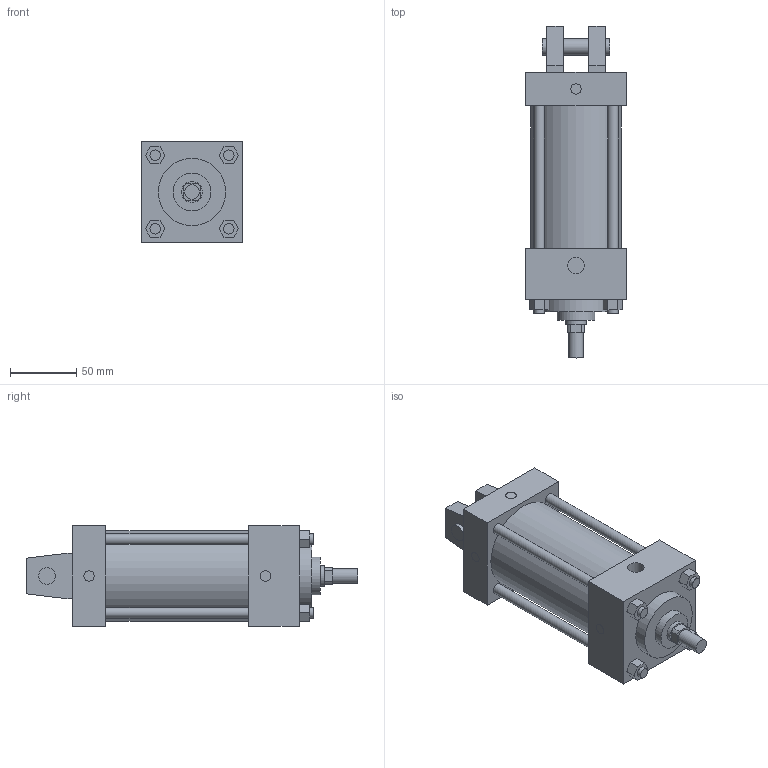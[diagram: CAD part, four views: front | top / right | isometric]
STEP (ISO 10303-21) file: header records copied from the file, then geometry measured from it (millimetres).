
FILE_DESCRIPTION((' Parasolid data model '),'2;1');
FILE_NAME('GSSL','1999-12-15T14:50:56+00:00',(' GSSL '),(' GSSL Pune '),'','GSSL Pune','Author');
FILE_SCHEMA(('CONFIG_CONTROL_DESIGN'));
Length unit declared in the file: millimetre
Bounding box: 76.2 x 250.82 x 76.2 mm (x, y, z)
Surface area: 81235.3 mm2 (no closed solid volume)
Topology: 0 solids, 5 shells, 105 faces, 256 edges, 180 vertices
Faces by surface type: plane 77, cylinder 28
Full cylindrical faces by diameter (mm): 7.938 x14, 11.113 x1, 12.487 x2, 12.7 x3, 15.875 x1, 28.575 x1, 50.8 x1, 68.326 x1
Entity records: 3513 total; most frequent: CARTESIAN_POINT 621, DIRECTION 540, ORIENTED_EDGE 485, EDGE_CURVE 292, VERTEX_POINT 236, LINE 230, VECTOR 230, EDGE_LOOP 182
